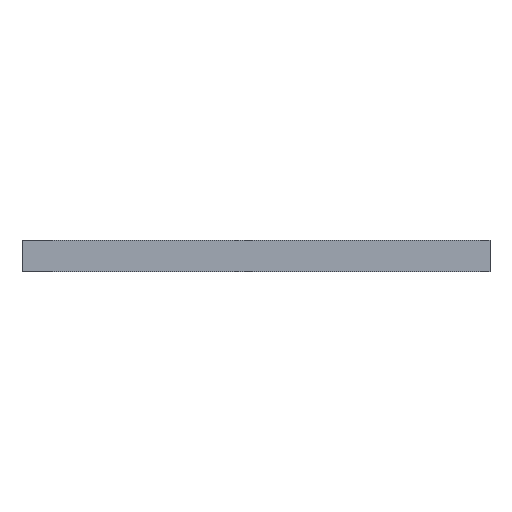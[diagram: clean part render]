
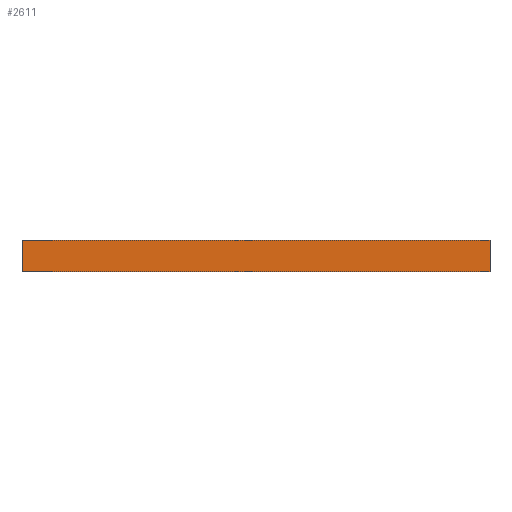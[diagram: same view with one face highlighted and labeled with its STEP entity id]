
A CAD part, front view. The second image highlights one B-rep face of the part: STEP entity #2611.
In plain terms, the highlighted planar face has unit normal (0, 1, 0).
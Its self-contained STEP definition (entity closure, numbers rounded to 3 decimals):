
#2568 = CARTESIAN_POINT('', (30.,0.,2.));
#2569 = DIRECTION('', (0.,-1.,0.));
#2570 = DIRECTION('', (0.,0.,-1.));
#2571 = AXIS2_PLACEMENT_3D('', #2568, #2569, #2570);
#2572 = PLANE('', #2571);
#2573 = CARTESIAN_POINT('', (0.,0.,0.));
#2574 = VERTEX_POINT('', #2573);
#2575 = CARTESIAN_POINT('', (0.,0.,4.));
#2576 = VERTEX_POINT('', #2575);
#2577 = CARTESIAN_POINT('', (0.,0.,0.));
#2578 = CARTESIAN_POINT('', (0.,0.,1.333));
#2579 = CARTESIAN_POINT('', (0.,0.,2.667));
#2580 = CARTESIAN_POINT('', (0.,0.,4.));
#2581 = (BOUNDED_CURVE() B_SPLINE_CURVE(3,(#2577,#2578,#2579,#2580),.UNSPECIFIED.,.F.,.F.) B_SPLINE_CURVE_WITH_KNOTS((4,4),(0.,1.),.UNSPECIFIED.) CURVE() GEOMETRIC_REPRESENTATION_ITEM() RATIONAL_B_SPLINE_CURVE((1.,1.,1.,1.)) REPRESENTATION_ITEM(''));
#2582 = EDGE_CURVE('', #2574, #2576, #2581, .T.);
#2583 = ORIENTED_EDGE('', *,*, #2582, .T.);
#2584 = CARTESIAN_POINT('', (60.,0.,0.));
#2585 = VERTEX_POINT('', #2584);
#2586 = CARTESIAN_POINT('', (60.,0.,0.));
#2587 = CARTESIAN_POINT('', (40.,0.,0.));
#2588 = CARTESIAN_POINT('', (20.,0.,0.));
#2589 = CARTESIAN_POINT('', (0.,0.,0.));
#2590 = (BOUNDED_CURVE() B_SPLINE_CURVE(3,(#2586,#2587,#2588,#2589),.UNSPECIFIED.,.F.,.F.) B_SPLINE_CURVE_WITH_KNOTS((4,4),(0.,1.),.UNSPECIFIED.) CURVE() GEOMETRIC_REPRESENTATION_ITEM() RATIONAL_B_SPLINE_CURVE((1.,1.,1.,1.)) REPRESENTATION_ITEM(''));
#2591 = EDGE_CURVE('', #2585, #2574, #2590, .T.);
#2592 = ORIENTED_EDGE('', *,*, #2591, .T.);
#2593 = CARTESIAN_POINT('', (60.,0.,4.));
#2594 = VERTEX_POINT('', #2593);
#2595 = CARTESIAN_POINT('', (60.,0.,0.));
#2596 = CARTESIAN_POINT('', (60.,0.,1.333));
#2597 = CARTESIAN_POINT('', (60.,0.,2.667));
#2598 = CARTESIAN_POINT('', (60.,0.,4.));
#2599 = (BOUNDED_CURVE() B_SPLINE_CURVE(3,(#2595,#2596,#2597,#2598),.UNSPECIFIED.,.F.,.F.) B_SPLINE_CURVE_WITH_KNOTS((4,4),(0.,1.),.UNSPECIFIED.) CURVE() GEOMETRIC_REPRESENTATION_ITEM() RATIONAL_B_SPLINE_CURVE((1.,1.,1.,1.)) REPRESENTATION_ITEM(''));
#2600 = EDGE_CURVE('', #2585, #2594, #2599, .T.);
#2601 = ORIENTED_EDGE('', *,*, #2600, .F.);
#2602 = CARTESIAN_POINT('', (0.,0.,4.));
#2603 = CARTESIAN_POINT('', (20.,0.,4.));
#2604 = CARTESIAN_POINT('', (40.,0.,4.));
#2605 = CARTESIAN_POINT('', (60.,0.,4.));
#2606 = (BOUNDED_CURVE() B_SPLINE_CURVE(3,(#2602,#2603,#2604,#2605),.UNSPECIFIED.,.F.,.F.) B_SPLINE_CURVE_WITH_KNOTS((4,4),(0.,1.),.UNSPECIFIED.) CURVE() GEOMETRIC_REPRESENTATION_ITEM() RATIONAL_B_SPLINE_CURVE((1.,1.,1.,1.)) REPRESENTATION_ITEM(''));
#2607 = EDGE_CURVE('', #2576, #2594, #2606, .T.);
#2608 = ORIENTED_EDGE('', *,*, #2607, .T.);
#2609 = EDGE_LOOP('', (#2583,#2592,#2601,#2608));
#2610 = FACE_OUTER_BOUND('', #2609, .T.);
#2611 = ADVANCED_FACE('', (#2610), #2572, .F.);
